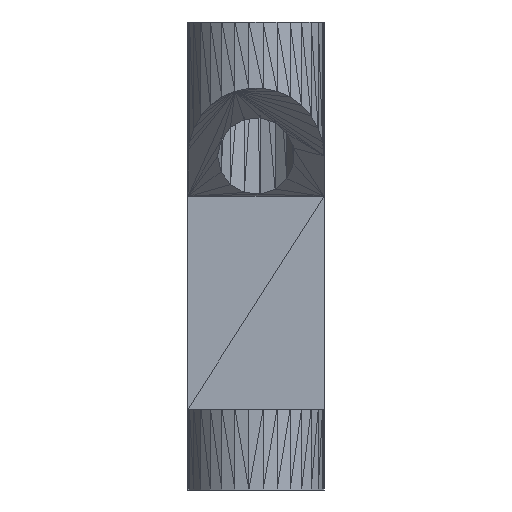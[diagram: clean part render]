
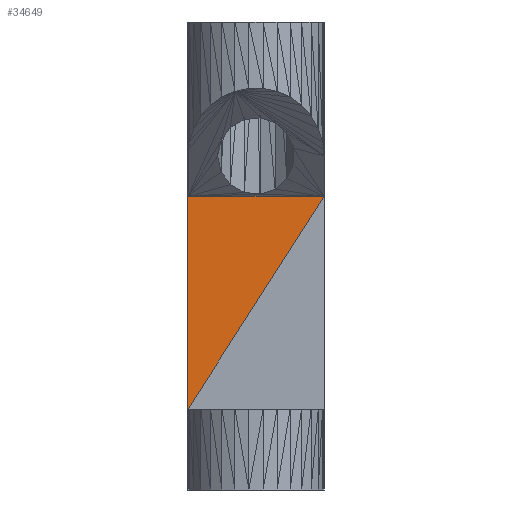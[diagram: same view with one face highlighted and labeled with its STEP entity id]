
A CAD part, front view. The second image highlights one B-rep face of the part: STEP entity #34649.
In plain terms, the highlighted planar face has unit normal (0, -1, 0).
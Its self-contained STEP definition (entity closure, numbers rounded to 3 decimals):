
#8548 = VERTEX_POINT('',#8549);
#8549 = CARTESIAN_POINT('',(-8.,-24.5,34.5));
#8568 = PLANE('',#8569);
#8569 = AXIS2_PLACEMENT_3D('',#8570,#8571,#8572);
#8570 = CARTESIAN_POINT('',(-8.,-24.5,34.5));
#8571 = DIRECTION('',(1.,0.,0.));
#8572 = DIRECTION('',(0.,0.,1.));
#9520 = VERTEX_POINT('',#9521);
#9521 = CARTESIAN_POINT('',(8.,-24.5,34.5));
#9560 = PLANE('',#9561);
#9561 = AXIS2_PLACEMENT_3D('',#9562,#9563,#9564);
#9562 = CARTESIAN_POINT('',(-8.,-24.5,9.5));
#9563 = DIRECTION('',(0.,1.,0.));
#9564 = DIRECTION('',(0.,0.,1.));
#17058 = PLANE('',#17059);
#17059 = AXIS2_PLACEMENT_3D('',#17060,#17061,#17062);
#17060 = CARTESIAN_POINT('',(0.,-24.569,
    34.569));
#17061 = DIRECTION('',(0.,0.707,0.707));
#17062 = DIRECTION('',(0.,0.707,-0.707));
#17094 = EDGE_CURVE('',#8548,#9520,#17095,.T.);
#17095 = SURFACE_CURVE('',#17096,(#17100,#17107),.PCURVE_S1.);
#17096 = LINE('',#17097,#17098);
#17097 = CARTESIAN_POINT('',(-8.,-24.5,34.5));
#17098 = VECTOR('',#17099,1.);
#17099 = DIRECTION('',(1.,0.,0.));
#17100 = PCURVE('',#17058,#17101);
#17101 = DEFINITIONAL_REPRESENTATION('',(#17102),#17106);
#17102 = LINE('',#17103,#17104);
#17103 = CARTESIAN_POINT('',(0.097,8.));
#17104 = VECTOR('',#17105,1.);
#17105 = DIRECTION('',(0.,-1.));
#17106 = ( GEOMETRIC_REPRESENTATION_CONTEXT(2) 
PARAMETRIC_REPRESENTATION_CONTEXT() REPRESENTATION_CONTEXT('2D SPACE',''
  ) );
#17107 = PCURVE('',#17108,#17113);
#17108 = PLANE('',#17109);
#17109 = AXIS2_PLACEMENT_3D('',#17110,#17111,#17112);
#17110 = CARTESIAN_POINT('',(-8.,-24.5,34.5));
#17111 = DIRECTION('',(0.,1.,0.));
#17112 = DIRECTION('',(0.,0.,1.));
#17113 = DEFINITIONAL_REPRESENTATION('',(#17114),#17117);
#17114 = B_SPLINE_CURVE_WITH_KNOTS('',1,(#17115,#17116),.UNSPECIFIED.,
  .F.,.F.,(2,2),(0.,16.),.PIECEWISE_BEZIER_KNOTS.);
#17115 = CARTESIAN_POINT('',(0.,0.));
#17116 = CARTESIAN_POINT('',(0.,16.));
#17117 = ( GEOMETRIC_REPRESENTATION_CONTEXT(2) 
PARAMETRIC_REPRESENTATION_CONTEXT() REPRESENTATION_CONTEXT('2D SPACE',''
  ) );
#21781 = VERTEX_POINT('',#21782);
#21782 = CARTESIAN_POINT('',(-8.,-24.5,9.5));
#21912 = EDGE_CURVE('',#21781,#8548,#21913,.T.);
#21913 = SURFACE_CURVE('',#21914,(#21918,#21925),.PCURVE_S1.);
#21914 = LINE('',#21915,#21916);
#21915 = CARTESIAN_POINT('',(-8.,-24.5,9.5));
#21916 = VECTOR('',#21917,1.);
#21917 = DIRECTION('',(0.,0.,1.));
#21918 = PCURVE('',#8568,#21919);
#21919 = DEFINITIONAL_REPRESENTATION('',(#21920),#21924);
#21920 = LINE('',#21921,#21922);
#21921 = CARTESIAN_POINT('',(-25.,0.));
#21922 = VECTOR('',#21923,1.);
#21923 = DIRECTION('',(1.,0.));
#21924 = ( GEOMETRIC_REPRESENTATION_CONTEXT(2) 
PARAMETRIC_REPRESENTATION_CONTEXT() REPRESENTATION_CONTEXT('2D SPACE',''
  ) );
#21925 = PCURVE('',#17108,#21926);
#21926 = DEFINITIONAL_REPRESENTATION('',(#21927),#21930);
#21927 = B_SPLINE_CURVE_WITH_KNOTS('',1,(#21928,#21929),.UNSPECIFIED.,
  .F.,.F.,(2,2),(0.,25.),.PIECEWISE_BEZIER_KNOTS.);
#21928 = CARTESIAN_POINT('',(-25.,0.));
#21929 = CARTESIAN_POINT('',(0.,0.));
#21930 = ( GEOMETRIC_REPRESENTATION_CONTEXT(2) 
PARAMETRIC_REPRESENTATION_CONTEXT() REPRESENTATION_CONTEXT('2D SPACE',''
  ) );
#34630 = EDGE_CURVE('',#9520,#21781,#34631,.T.);
#34631 = SURFACE_CURVE('',#34632,(#34636,#34643),.PCURVE_S1.);
#34632 = LINE('',#34633,#34634);
#34633 = CARTESIAN_POINT('',(8.,-24.5,34.5));
#34634 = VECTOR('',#34635,1.);
#34635 = DIRECTION('',(-0.539,0.,-0.842));
#34636 = PCURVE('',#9560,#34637);
#34637 = DEFINITIONAL_REPRESENTATION('',(#34638),#34642);
#34638 = LINE('',#34639,#34640);
#34639 = CARTESIAN_POINT('',(25.,16.));
#34640 = VECTOR('',#34641,1.);
#34641 = DIRECTION('',(-0.842,-0.539));
#34642 = ( GEOMETRIC_REPRESENTATION_CONTEXT(2) 
PARAMETRIC_REPRESENTATION_CONTEXT() REPRESENTATION_CONTEXT('2D SPACE',''
  ) );
#34643 = PCURVE('',#17108,#34644);
#34644 = DEFINITIONAL_REPRESENTATION('',(#34645),#34648);
#34645 = B_SPLINE_CURVE_WITH_KNOTS('',1,(#34646,#34647),.UNSPECIFIED.,
  .F.,.F.,(2,2),(0.,29.682),.PIECEWISE_BEZIER_KNOTS.);
#34646 = CARTESIAN_POINT('',(0.,16.));
#34647 = CARTESIAN_POINT('',(-25.,0.));
#34648 = ( GEOMETRIC_REPRESENTATION_CONTEXT(2) 
PARAMETRIC_REPRESENTATION_CONTEXT() REPRESENTATION_CONTEXT('2D SPACE',''
  ) );
#34649 = ADVANCED_FACE('',(#34650),#17108,.F.);
#34650 = FACE_BOUND('',#34651,.T.);
#34651 = EDGE_LOOP('',(#34652,#34653,#34654));
#34652 = ORIENTED_EDGE('',*,*,#21912,.F.);
#34653 = ORIENTED_EDGE('',*,*,#34630,.F.);
#34654 = ORIENTED_EDGE('',*,*,#17094,.F.);
